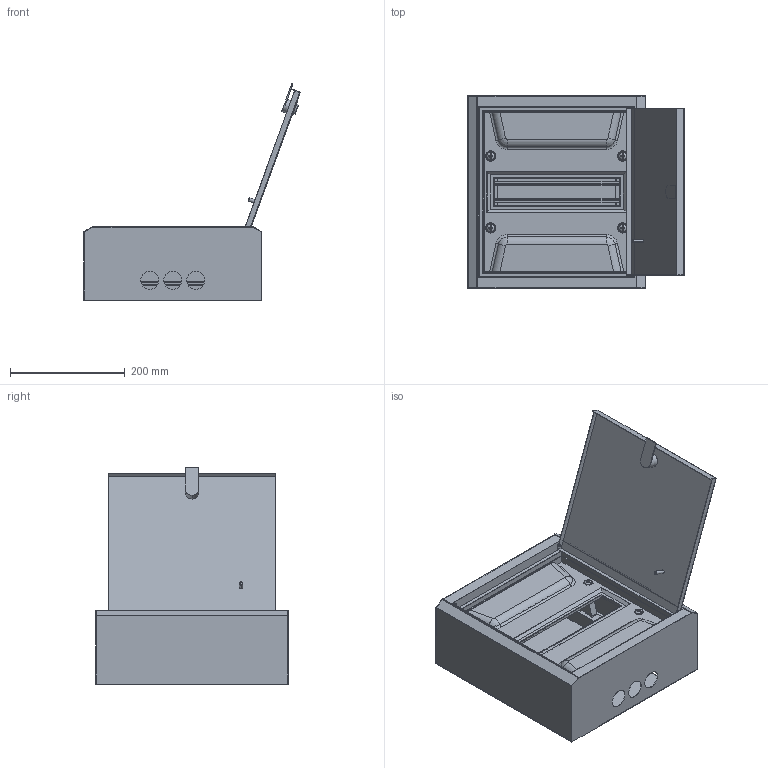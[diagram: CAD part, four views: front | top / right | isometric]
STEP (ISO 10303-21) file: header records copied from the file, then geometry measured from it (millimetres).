
FILE_DESCRIPTION (( 'STEP AP214' ), '1' );
FILE_NAME ('ShRN_12_PRO_IP31.STEP', '2016-09-23T09:13:38', ( 'user' ), ( '' ), 'SwSTEP 2.0', 'SolidWorks 2014', '' );
FILE_SCHEMA (( 'AUTOMOTIVE_DESIGN' ));
Length unit declared in the file: millimetre
Products named in the file (11): Obolochka_SHRN_PRO_12; ShRN_12_PRO_IP31; Panel_ShRN-12; Support; Panel_12; Stoika pan; Stoika Shin_‘â®©ª  ¤«ï è¨­; SC GOST 17473_gost_‚¨­â A.M5x10 ƒŽ‘’ 17473-80; Klipsa; Dver_PRO_12; DIN-Reika_18 ｢箘ｬ箘｢
Assembly tree (20 placements, depth 3):
  ShRN_12_PRO_IP31
    Obolochka_SHRN_PRO_12
    Dver_PRO_12
    DIN-Reika_18 ｢箘ｬ箘｢  x2
    Panel_12
      Panel_ShRN-12
      Klipsa  x4
      Stoika pan  x4
    SC GOST 17473_gost_‚¨­â A.M5x10 ƒŽ‘’ 17473-80  x2
    Stoika Shin_‘â®©ª  ¤«ï è¨­  x2
    Support  x2
Bounding box: 377 x 335 x 377.52 mm (x, y, z)
Volume: 636104.9 mm3; surface area: 1175272.4 mm2
Topology: 19 solids, 19 shells, 1363 faces, 3484 edges, 2166 vertices
Faces by surface type: plane 717, cylinder 326, bspline 146, torus 84, cone 46, sphere 44
Entity records: 22067 total; most frequent: CARTESIAN_POINT 4992, ORIENTED_EDGE 3482, DIRECTION 3406, EDGE_CURVE 1741, AXIS2_PLACEMENT_3D 1151, VERTEX_POINT 1111, LINE 1104, VECTOR 1104
